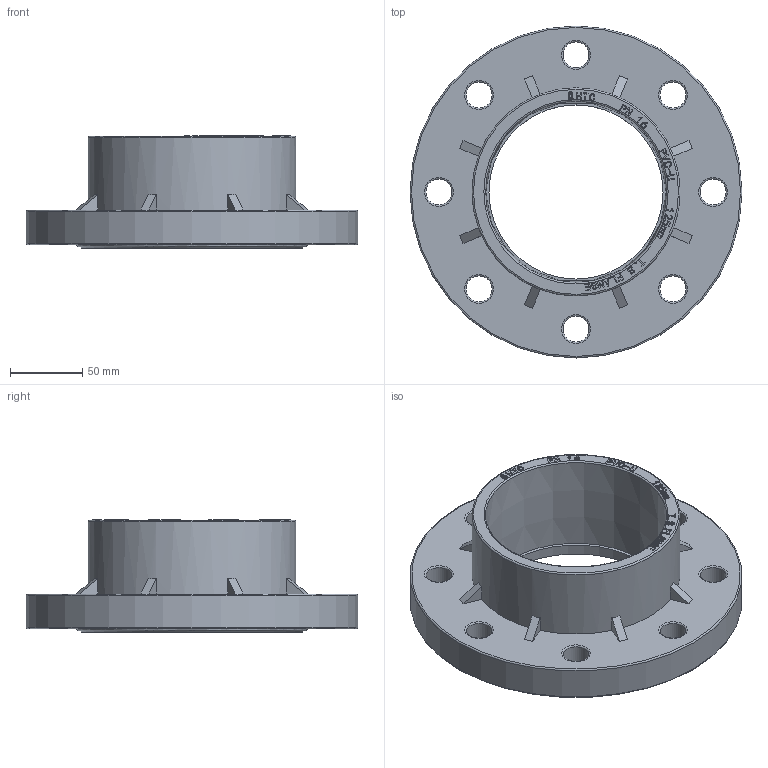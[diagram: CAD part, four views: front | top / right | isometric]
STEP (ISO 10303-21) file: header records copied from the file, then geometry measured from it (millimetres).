
FILE_DESCRIPTION(/* description */ (''),/* implementation_level */ '2;1');
FILE_NAME(/* name */ '125法兰.stp',/* time_stamp */ '2024-08-27T08:36:14+08:00',/* author */ (''),/* organization */ (''),/* preprocessor_version */ 'ST-DEVELOPER v16',/* originating_system */ 'SIEMENS PLM Software NX 10.0',/* authorisation */ '');
FILE_SCHEMA (('AUTOMOTIVE_DESIGN { 1 0 10303 214 3 1 1 1 }'));
Length unit declared in the file: millimetre
Products named in the file (1): gelv12E84AC2uo6c
Bounding box: 230 x 230 x 78 mm (x, y, z)
Volume: 712093.6 mm3; surface area: 158231 mm2
Topology: 1 solids, 1 shells, 1039 faces, 2916 edges, 1919 vertices
Faces by surface type: plane 862, cylinder 81, torus 77, extrusion 12, cone 7
Full cylindrical faces by diameter (mm): 2.124 x1, 3.186 x1, 18 x8, 120.6 x1, 144.1 x1, 230 x1
Entity records: 37286 total; most frequent: CARTESIAN_POINT 13600, ORIENTED_EDGE 5722, DIRECTION 3642, EDGE_CURVE 2861, VERTEX_POINT 1905, B_SPLINE_CURVE_WITH_KNOTS 1620, AXIS2_PLACEMENT_3D 1349, EDGE_LOOP 1138
